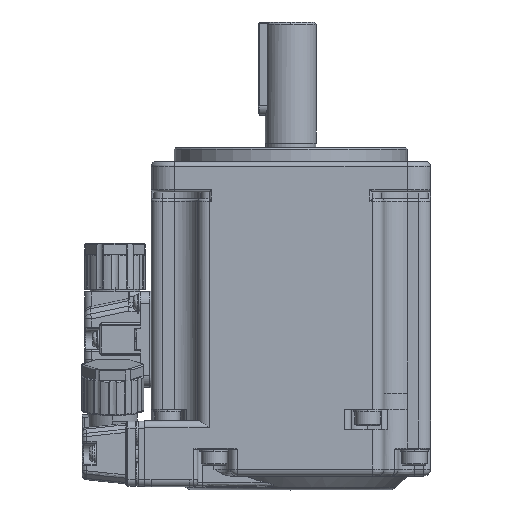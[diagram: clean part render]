
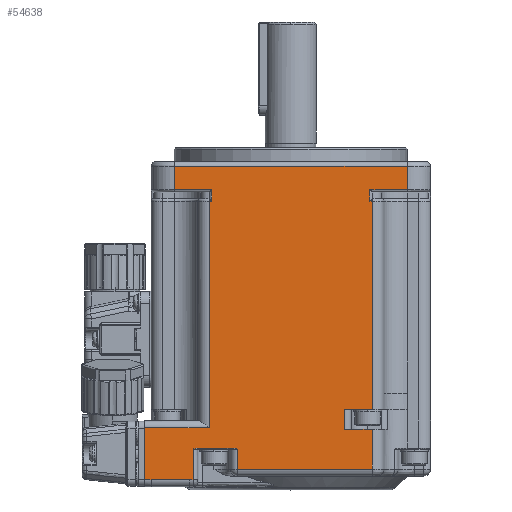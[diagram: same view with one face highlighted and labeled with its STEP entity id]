
A CAD part, left-side view. The second image highlights one B-rep face of the part: STEP entity #54638.
In plain terms, the highlighted planar face has unit normal (-1, 0, 0).
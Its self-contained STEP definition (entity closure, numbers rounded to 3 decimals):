
#2238=CARTESIAN_POINT('',(-180.,17.5,-103.7));
#2239=VERTEX_POINT('',#2238);
#2252=CARTESIAN_POINT('',(-180.,31.45,-103.7));
#2253=VERTEX_POINT('',#2252);
#2261=CARTESIAN_POINT('',(-180.,31.45,-103.7));
#2262=DIRECTION('',(0.,-1.,0.));
#2263=VECTOR('',#2262,13.95);
#2264=LINE('',#2261,#2263);
#2265=EDGE_CURVE('',#2253,#2239,#2264,.T.);
#2279=CARTESIAN_POINT('',(-180.,21.,-114.9));
#2280=VERTEX_POINT('',#2279);
#2287=CARTESIAN_POINT('',(-180.,21.715,-114.9));
#2288=VERTEX_POINT('',#2287);
#2289=CARTESIAN_POINT('',(-180.,21.,-114.9));
#2290=DIRECTION('',(0.,1.,0.));
#2291=VECTOR('',#2290,0.715);
#2292=LINE('',#2289,#2291);
#2293=EDGE_CURVE('',#2280,#2288,#2292,.T.);
#2339=CARTESIAN_POINT('',(-180.,12.598,-108.1));
#2340=VERTEX_POINT('',#2339);
#2352=CARTESIAN_POINT('',(-180.,20.108,-108.1));
#2353=VERTEX_POINT('',#2352);
#2354=CARTESIAN_POINT('',(-180.,12.598,-108.1));
#2355=DIRECTION('',(0.,1.,0.));
#2356=VECTOR('',#2355,7.51);
#2357=LINE('',#2354,#2356);
#2358=EDGE_CURVE('',#2340,#2353,#2357,.T.);
#2379=CARTESIAN_POINT('',(-180.,11.5,-112.6));
#2380=VERTEX_POINT('',#2379);
#2389=CARTESIAN_POINT('',(-180.,-17.5,-112.6));
#2390=VERTEX_POINT('',#2389);
#2398=CARTESIAN_POINT('',(-180.,-17.5,-112.6));
#2399=DIRECTION('',(0.,1.,0.));
#2400=VECTOR('',#2399,29.);
#2401=LINE('',#2398,#2400);
#2402=EDGE_CURVE('',#2390,#2380,#2401,.T.);
#2414=CARTESIAN_POINT('',(-180.,-17.5,-104.1));
#2415=VERTEX_POINT('',#2414);
#2423=CARTESIAN_POINT('',(-180.,-17.5,-104.1));
#2424=DIRECTION('',(0.,0.,-1.));
#2425=VECTOR('',#2424,8.5);
#2426=LINE('',#2423,#2425);
#2427=EDGE_CURVE('',#2415,#2390,#2426,.T.);
#2488=CARTESIAN_POINT('',(-180.,-11.5,-104.1));
#2489=VERTEX_POINT('',#2488);
#2497=CARTESIAN_POINT('',(-180.,-11.5,-104.1));
#2498=DIRECTION('',(0.,-1.,0.));
#2499=VECTOR('',#2498,6.);
#2500=LINE('',#2497,#2499);
#2501=EDGE_CURVE('',#2489,#2415,#2500,.T.);
#2535=CARTESIAN_POINT('',(-180.,-11.5,-99.8));
#2536=VERTEX_POINT('',#2535);
#2544=CARTESIAN_POINT('',(-180.,-11.5,-99.8));
#2545=DIRECTION('',(0.,0.,-1.));
#2546=VECTOR('',#2545,4.3);
#2547=LINE('',#2544,#2546);
#2548=EDGE_CURVE('',#2536,#2489,#2547,.T.);
#2567=CARTESIAN_POINT('',(-180.,-17.5,-99.8));
#2568=VERTEX_POINT('',#2567);
#2576=CARTESIAN_POINT('',(-180.,-17.5,-99.8));
#2577=DIRECTION('',(0.,1.,0.));
#2578=VECTOR('',#2577,6.);
#2579=LINE('',#2576,#2578);
#2580=EDGE_CURVE('',#2568,#2536,#2579,.T.);
#3674=CARTESIAN_POINT('',(-180.,31.45,-114.9));
#3675=VERTEX_POINT('',#3674);
#3683=CARTESIAN_POINT('',(-180.,31.45,-114.9));
#3684=DIRECTION('',(0.,0.,1.));
#3685=VECTOR('',#3684,11.2);
#3686=LINE('',#3683,#3685);
#3687=EDGE_CURVE('',#3675,#2253,#3686,.T.);
#4380=CARTESIAN_POINT('',(-180.,30.,-114.9));
#4381=VERTEX_POINT('',#4380);
#4388=CARTESIAN_POINT('',(-180.,30.,-114.9));
#4389=DIRECTION('',(0.,1.,0.));
#4390=VECTOR('',#4389,1.45);
#4391=LINE('',#4388,#4390);
#4392=EDGE_CURVE('',#4381,#3675,#4391,.T.);
#5406=CARTESIAN_POINT('',(-180.,21.715,-114.9));
#5407=DIRECTION('',(0.,1.,0.));
#5408=VECTOR('',#5407,8.285);
#5409=LINE('',#5406,#5408);
#5410=EDGE_CURVE('',#2288,#4381,#5409,.T.);
#21082=CARTESIAN_POINT('',(-180.,11.5,-108.3));
#21083=VERTEX_POINT('',#21082);
#21100=CARTESIAN_POINT('',(-180.,11.5,-108.3));
#21101=CARTESIAN_POINT('',(-180.,11.542,-108.25));
#21102=CARTESIAN_POINT('',(-180.,12.365,-108.1));
#21103=CARTESIAN_POINT('',(-180.,12.598,-108.1));
#21104=B_SPLINE_CURVE_WITH_KNOTS('',3,(#21100,#21101,#21102,#21103),.UNSPECIFIED.,.F.,.U.,(4,4),(0.,1.),.UNSPECIFIED.);
#21105=EDGE_CURVE('',#21083,#2340,#21104,.T.);
#22569=CARTESIAN_POINT('',(-180.,21.,-108.3));
#22570=VERTEX_POINT('',#22569);
#22584=CARTESIAN_POINT('',(-180.,21.,-108.3));
#22585=DIRECTION('',(0.,0.,-1.));
#22586=VECTOR('',#22585,6.6);
#22587=LINE('',#22584,#22586);
#22588=EDGE_CURVE('',#22570,#2280,#22587,.T.);
#22783=CARTESIAN_POINT('',(-180.,20.108,-108.1));
#22784=CARTESIAN_POINT('',(-180.,20.291,-108.1));
#22785=CARTESIAN_POINT('',(-180.,20.96,-108.25));
#22786=CARTESIAN_POINT('',(-180.,21.,-108.3));
#22787=B_SPLINE_CURVE_WITH_KNOTS('',3,(#22783,#22784,#22785,#22786),.UNSPECIFIED.,.F.,.U.,(4,4),(0.,1.),.UNSPECIFIED.);
#22788=EDGE_CURVE('',#2353,#22570,#22787,.T.);
#22824=CARTESIAN_POINT('',(-180.,11.5,-112.6));
#22825=DIRECTION('',(0.,0.,1.));
#22826=VECTOR('',#22825,4.3);
#22827=LINE('',#22824,#22826);
#22828=EDGE_CURVE('',#2380,#21083,#22827,.T.);
#54518=CARTESIAN_POINT('',(-180.,17.5,-55.1));
#54519=VERTEX_POINT('',#54518);
#54520=CARTESIAN_POINT('',(-180.,17.5,-103.7));
#54521=DIRECTION('',(0.,0.,1.));
#54522=VECTOR('',#54521,48.6);
#54523=LINE('',#54520,#54522);
#54524=EDGE_CURVE('',#2239,#54519,#54523,.T.);
#54537=CARTESIAN_POINT('',(-180.,3.225,-83.697));
#54538=DIRECTION('',(0.,1.,0.));
#54539=DIRECTION('',(-1.,0.,0.));
#54540=AXIS2_PLACEMENT_3D('',#54537,#54539,#54538);
#54541=PLANE('',#54540);
#54542=ORIENTED_EDGE('',*,*,#2548,.F.);
#54543=ORIENTED_EDGE('',*,*,#2580,.F.);
#54544=CARTESIAN_POINT('',(-180.,-17.5,-55.1));
#54545=VERTEX_POINT('',#54544);
#54546=CARTESIAN_POINT('',(-180.,-17.5,-99.8));
#54547=DIRECTION('',(0.,0.,1.));
#54548=VECTOR('',#54547,44.7);
#54549=LINE('',#54546,#54548);
#54550=EDGE_CURVE('',#2568,#54545,#54549,.T.);
#54551=ORIENTED_EDGE('',*,*,#54550,.T.);
#54552=CARTESIAN_POINT('',(-180.,-17.,-55.1));
#54553=VERTEX_POINT('',#54552);
#54554=CARTESIAN_POINT('',(-180.,-17.5,-55.1));
#54555=DIRECTION('',(0.,1.,0.));
#54556=VECTOR('',#54555,0.5);
#54557=LINE('',#54554,#54556);
#54558=EDGE_CURVE('',#54545,#54553,#54557,.T.);
#54559=ORIENTED_EDGE('',*,*,#54558,.T.);
#54560=CARTESIAN_POINT('',(-180.,-17.,-52.6));
#54561=VERTEX_POINT('',#54560);
#54562=CARTESIAN_POINT('',(-180.,-17.,-55.1));
#54563=DIRECTION('',(0.,0.,1.));
#54564=VECTOR('',#54563,2.5);
#54565=LINE('',#54562,#54564);
#54566=EDGE_CURVE('',#54553,#54561,#54565,.T.);
#54567=ORIENTED_EDGE('',*,*,#54566,.T.);
#54568=CARTESIAN_POINT('',(-180.,-25.,-52.6));
#54569=VERTEX_POINT('',#54568);
#54570=CARTESIAN_POINT('',(-180.,-17.,-52.6));
#54571=DIRECTION('',(0.,-1.,0.));
#54572=VECTOR('',#54571,8.);
#54573=LINE('',#54570,#54572);
#54574=EDGE_CURVE('',#54561,#54569,#54573,.T.);
#54575=ORIENTED_EDGE('',*,*,#54574,.T.);
#54576=CARTESIAN_POINT('',(-180.,-25.,-47.6));
#54577=VERTEX_POINT('',#54576);
#54578=CARTESIAN_POINT('',(-180.,-25.,-52.6));
#54579=DIRECTION('',(0.,0.,1.));
#54580=VECTOR('',#54579,5.);
#54581=LINE('',#54578,#54580);
#54582=EDGE_CURVE('',#54569,#54577,#54581,.T.);
#54583=ORIENTED_EDGE('',*,*,#54582,.T.);
#54584=CARTESIAN_POINT('',(-180.,25.,-47.6));
#54585=VERTEX_POINT('',#54584);
#54586=CARTESIAN_POINT('',(-180.,-25.,-47.6));
#54587=DIRECTION('',(0.,1.,0.));
#54588=VECTOR('',#54587,50.);
#54589=LINE('',#54586,#54588);
#54590=EDGE_CURVE('',#54577,#54585,#54589,.T.);
#54591=ORIENTED_EDGE('',*,*,#54590,.T.);
#54592=CARTESIAN_POINT('',(-180.,25.,-52.6));
#54593=VERTEX_POINT('',#54592);
#54594=CARTESIAN_POINT('',(-180.,25.,-47.6));
#54595=DIRECTION('',(0.,0.,-1.));
#54596=VECTOR('',#54595,5.);
#54597=LINE('',#54594,#54596);
#54598=EDGE_CURVE('',#54585,#54593,#54597,.T.);
#54599=ORIENTED_EDGE('',*,*,#54598,.T.);
#54600=CARTESIAN_POINT('',(-180.,17.,-52.6));
#54601=VERTEX_POINT('',#54600);
#54602=CARTESIAN_POINT('',(-180.,25.,-52.6));
#54603=DIRECTION('',(0.,-1.,0.));
#54604=VECTOR('',#54603,8.);
#54605=LINE('',#54602,#54604);
#54606=EDGE_CURVE('',#54593,#54601,#54605,.T.);
#54607=ORIENTED_EDGE('',*,*,#54606,.T.);
#54608=CARTESIAN_POINT('',(-180.,17.,-55.1));
#54609=VERTEX_POINT('',#54608);
#54610=CARTESIAN_POINT('',(-180.,17.,-52.6));
#54611=DIRECTION('',(0.,0.,-1.));
#54612=VECTOR('',#54611,2.5);
#54613=LINE('',#54610,#54612);
#54614=EDGE_CURVE('',#54601,#54609,#54613,.T.);
#54615=ORIENTED_EDGE('',*,*,#54614,.T.);
#54616=CARTESIAN_POINT('',(-180.,17.,-55.1));
#54617=DIRECTION('',(0.,1.,0.));
#54618=VECTOR('',#54617,0.5);
#54619=LINE('',#54616,#54618);
#54620=EDGE_CURVE('',#54609,#54519,#54619,.T.);
#54621=ORIENTED_EDGE('',*,*,#54620,.T.);
#54622=ORIENTED_EDGE('',*,*,#54524,.F.);
#54623=ORIENTED_EDGE('',*,*,#2265,.F.);
#54624=ORIENTED_EDGE('',*,*,#3687,.F.);
#54625=ORIENTED_EDGE('',*,*,#4392,.F.);
#54626=ORIENTED_EDGE('',*,*,#5410,.F.);
#54627=ORIENTED_EDGE('',*,*,#2293,.F.);
#54628=ORIENTED_EDGE('',*,*,#22588,.F.);
#54629=ORIENTED_EDGE('',*,*,#22788,.F.);
#54630=ORIENTED_EDGE('',*,*,#2358,.F.);
#54631=ORIENTED_EDGE('',*,*,#21105,.F.);
#54632=ORIENTED_EDGE('',*,*,#22828,.F.);
#54633=ORIENTED_EDGE('',*,*,#2402,.F.);
#54634=ORIENTED_EDGE('',*,*,#2427,.F.);
#54635=ORIENTED_EDGE('',*,*,#2501,.F.);
#54636=EDGE_LOOP('',(#54542,#54543,#54551,#54559,#54567,#54575,#54583,#54591,#54599,#54607,#54615,#54621,#54622,#54623,#54624,#54625,#54626,#54627,#54628,#54629,#54630,#54631,#54632,#54633,#54634,#54635));
#54637=FACE_OUTER_BOUND('',#54636,.T.);
#54638=ADVANCED_FACE('',(#54637),#54541,.T.);
